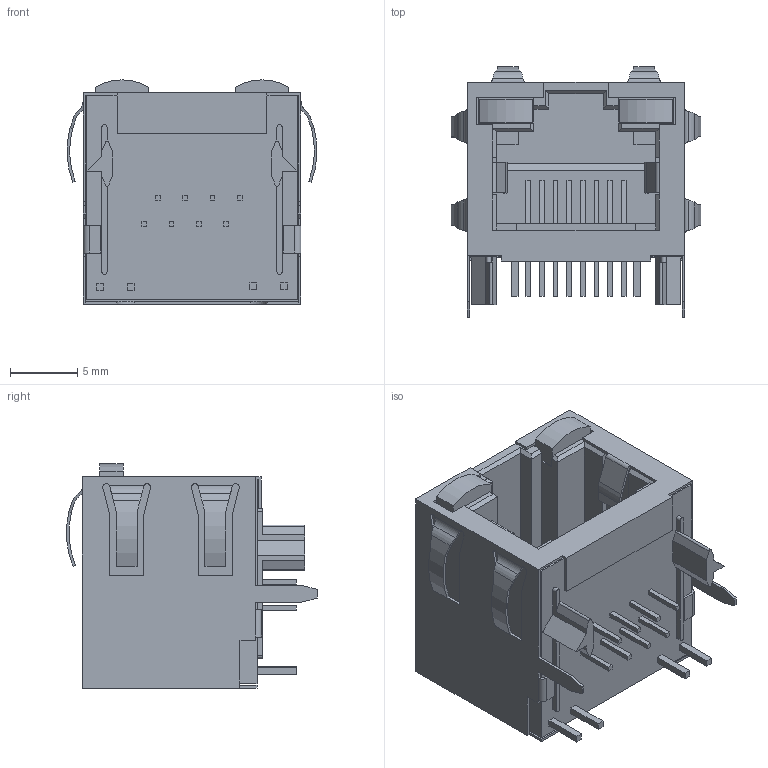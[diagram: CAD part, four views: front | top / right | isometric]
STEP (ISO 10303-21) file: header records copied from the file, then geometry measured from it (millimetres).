
FILE_DESCRIPTION(('FreeCAD Model'),'2;1');
FILE_NAME( 'te-406549-6-r4-3d.stp', '2018-12-01T22:50:04',('Author'),(''), 'Open CASCADE STEP processor 6.8','FreeCAD','Unknown');
FILE_SCHEMA(('AUTOMOTIVE_DESIGN_CC2 { 1 2 10303 214 -1 1 5 4 }'));
Length unit declared in the file: millimetre
Products named in the file (4): ASSEMBLY; left_LED; C-406549-6; right_LED
Assembly tree (3 placements, depth 2):
  ASSEMBLY
    left_LED
    C-406549-6
    right_LED
Bounding box: 18.62 x 18.7 x 16.72 mm (x, y, z)
Volume: 2203.6 mm3; surface area: 3487.4 mm2
Topology: 1 solids, 3 shells, 434 faces, 1216 edges, 802 vertices
Faces by surface type: plane 360, cylinder 74
Entity records: 39143 total; most frequent: CARTESIAN_POINT 15810, DIRECTION 3934, LINE 2834, VECTOR 2834, ORIENTED_EDGE 2418, PCURVE 2418, DEFINITIONAL_REPRESENTATION 2418, EDGE_CURVE 1216
